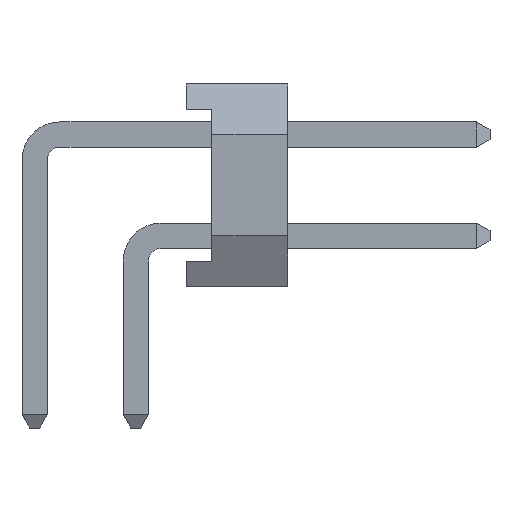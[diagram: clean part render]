
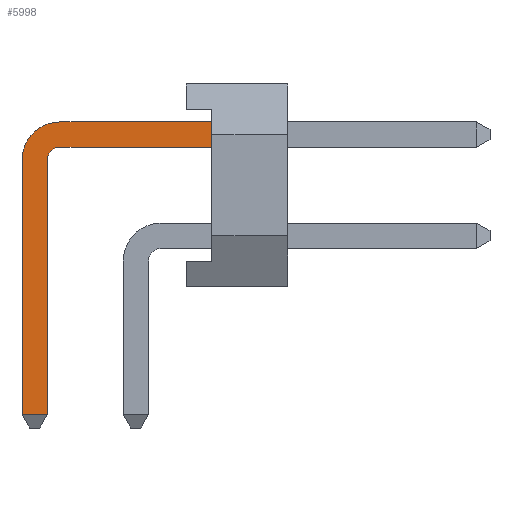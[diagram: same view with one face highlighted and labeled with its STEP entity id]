
A CAD part, left-side view. The second image highlights one B-rep face of the part: STEP entity #5998.
In plain terms, the highlighted planar face has unit normal (-1, 0, 0).
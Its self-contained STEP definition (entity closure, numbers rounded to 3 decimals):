
#79 = VERTEX_POINT ( 'NONE', #678 ) ;
#101 = EDGE_CURVE ( 'NONE', #4358, #7039, #4009, .T. ) ;
#407 = CARTESIAN_POINT ( 'NONE',  ( -0.25, 3.25, -2.8 ) ) ;
#429 = CARTESIAN_POINT ( 'NONE',  ( -0.25, 3.25, 2.5 ) ) ;
#441 = DIRECTION ( 'NONE',  ( 0., 0., -1. ) ) ;
#490 = LINE ( 'NONE', #5011, #4536 ) ;
#513 = ORIENTED_EDGE ( 'NONE', *, *, #101, .F. ) ;
#516 = PLANE ( 'NONE',  #4020 ) ;
#678 = CARTESIAN_POINT ( 'NONE',  ( -0.25, 3.25, -2.54 ) ) ;
#687 = DIRECTION ( 'NONE',  ( 0., 1., 0. ) ) ;
#738 = CARTESIAN_POINT ( 'NONE',  ( -0.25, -0.5, 3.25 ) ) ;
#763 = CARTESIAN_POINT ( 'NONE',  ( -0.25, 2.5, 2.75 ) ) ;
#1041 = DIRECTION ( 'NONE',  ( 0., 0., -1. ) ) ;
#1196 = ORIENTED_EDGE ( 'NONE', *, *, #7208, .T. ) ;
#1200 = DIRECTION ( 'NONE',  ( -1., 0., 0. ) ) ;
#1243 = ORIENTED_EDGE ( 'NONE', *, *, #4078, .F. ) ;
#1293 = VECTOR ( 'NONE', #2030, 1000. ) ;
#1455 = ORIENTED_EDGE ( 'NONE', *, *, #3203, .F. ) ;
#1718 = ORIENTED_EDGE ( 'NONE', *, *, #4051, .F. ) ;
#1735 = CARTESIAN_POINT ( 'NONE',  ( -0.25, 2.5, 3.25 ) ) ;
#2030 = DIRECTION ( 'NONE',  ( 0., -1., 0. ) ) ;
#2204 = DIRECTION ( 'NONE',  ( 0., 0., -1. ) ) ;
#2326 = VERTEX_POINT ( 'NONE', #3201 ) ;
#2538 = ORIENTED_EDGE ( 'NONE', *, *, #6043, .F. ) ;
#2654 = CARTESIAN_POINT ( 'NONE',  ( -0.25, -0.5, 3.5 ) ) ;
#2666 = AXIS2_PLACEMENT_3D ( 'NONE', #3397, #1200, #1041 ) ;
#2684 = VERTEX_POINT ( 'NONE', #6079 ) ;
#2687 = LINE ( 'NONE', #2654, #4550 ) ;
#2700 = LINE ( 'NONE', #7060, #1293 ) ;
#2721 = DIRECTION ( 'NONE',  ( 1., 0., 0. ) ) ;
#3201 = CARTESIAN_POINT ( 'NONE',  ( -0.25, -0.5, 2.75 ) ) ;
#3203 = EDGE_CURVE ( 'NONE', #7039, #6850, #490, .T. ) ;
#3397 = CARTESIAN_POINT ( 'NONE',  ( -0.25, 2.5, 2.5 ) ) ;
#3473 = VERTEX_POINT ( 'NONE', #4381 ) ;
#3534 = DIRECTION ( 'NONE',  ( 0., 0., -1. ) ) ;
#3647 = CARTESIAN_POINT ( 'NONE',  ( -0.25, 2.75, 2.5 ) ) ;
#3857 = EDGE_CURVE ( 'NONE', #3473, #5749, #5848, .T. ) ;
#4009 = CIRCLE ( 'NONE', #6108, 0.75 ) ;
#4020 = AXIS2_PLACEMENT_3D ( 'NONE', #4447, #2721, #2204 ) ;
#4051 = EDGE_CURVE ( 'NONE', #79, #4358, #7082, .T. ) ;
#4078 = EDGE_CURVE ( 'NONE', #6850, #2326, #2687, .T. ) ;
#4088 = LINE ( 'NONE', #5283, #4836 ) ;
#4321 = DIRECTION ( 'NONE',  ( 0., 0., -1. ) ) ;
#4358 = VERTEX_POINT ( 'NONE', #429 ) ;
#4381 = CARTESIAN_POINT ( 'NONE',  ( -0.25, 2.5, 2.75 ) ) ;
#4447 = CARTESIAN_POINT ( 'NONE',  ( -0.25, 2.5, 2.5 ) ) ;
#4453 = ORIENTED_EDGE ( 'NONE', *, *, #3857, .F. ) ;
#4536 = VECTOR ( 'NONE', #7235, 1000. ) ;
#4550 = VECTOR ( 'NONE', #441, 1000. ) ;
#4836 = VECTOR ( 'NONE', #3534, 1000. ) ;
#5011 = CARTESIAN_POINT ( 'NONE',  ( -0.25, -6., 3.25 ) ) ;
#5283 = CARTESIAN_POINT ( 'NONE',  ( -0.25, 2.75, -2.8 ) ) ;
#5613 = VECTOR ( 'NONE', #6072, 1000. ) ;
#5665 = FACE_OUTER_BOUND ( 'NONE', #6453, .T. ) ;
#5749 = VERTEX_POINT ( 'NONE', #3647 ) ;
#5792 = VECTOR ( 'NONE', #687, 1000. ) ;
#5817 = LINE ( 'NONE', #763, #5792 ) ;
#5848 = CIRCLE ( 'NONE', #2666, 0.25 ) ;
#5998 = ADVANCED_FACE ( 'NONE', ( #5665 ), #516, .F. ) ;
#6015 = EDGE_CURVE ( 'NONE', #5749, #2684, #4088, .T. ) ;
#6043 = EDGE_CURVE ( 'NONE', #2326, #3473, #5817, .T. ) ;
#6072 = DIRECTION ( 'NONE',  ( 0., 0., 1. ) ) ;
#6079 = CARTESIAN_POINT ( 'NONE',  ( -0.25, 2.75, -2.54 ) ) ;
#6108 = AXIS2_PLACEMENT_3D ( 'NONE', #7136, #6681, #4321 ) ;
#6453 = EDGE_LOOP ( 'NONE', ( #1718, #1196, #6769, #4453, #2538, #1243, #1455, #513 ) ) ;
#6681 = DIRECTION ( 'NONE',  ( 1., 0., 0. ) ) ;
#6769 = ORIENTED_EDGE ( 'NONE', *, *, #6015, .F. ) ;
#6850 = VERTEX_POINT ( 'NONE', #738 ) ;
#7039 = VERTEX_POINT ( 'NONE', #1735 ) ;
#7060 = CARTESIAN_POINT ( 'NONE',  ( -0.25, 2.75, -2.54 ) ) ;
#7082 = LINE ( 'NONE', #407, #5613 ) ;
#7136 = CARTESIAN_POINT ( 'NONE',  ( -0.25, 2.5, 2.5 ) ) ;
#7208 = EDGE_CURVE ( 'NONE', #79, #2684, #2700, .T. ) ;
#7235 = DIRECTION ( 'NONE',  ( 0., -1., 0. ) ) ;
